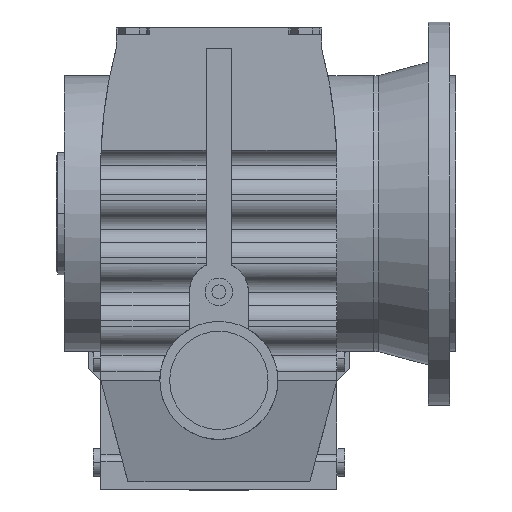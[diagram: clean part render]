
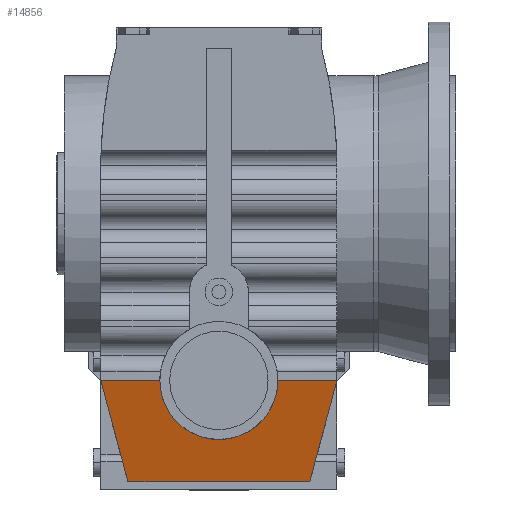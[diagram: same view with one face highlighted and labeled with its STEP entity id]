
A CAD part, top view. The second image highlights one B-rep face of the part: STEP entity #14856.
In plain terms, the highlighted planar face has unit normal (0, -0.277, 0.961).
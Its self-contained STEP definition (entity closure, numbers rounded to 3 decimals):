
#4283 = VERTEX_POINT('',#4284);
#4284 = CARTESIAN_POINT('',(77.,-75.,270.5));
#4298 = PLANE('',#4299);
#4299 = AXIS2_PLACEMENT_3D('',#4300,#4301,#4302);
#4300 = CARTESIAN_POINT('',(77.,155.,270.5));
#4301 = DIRECTION('',(0.,0.,-1.));
#4302 = DIRECTION('',(-1.,0.,0.));
#4326 = PLANE('',#4327);
#4327 = AXIS2_PLACEMENT_3D('',#4328,#4329,#4330);
#4328 = CARTESIAN_POINT('',(77.,-75.,-3.));
#4329 = DIRECTION('',(0.966,-0.259,0.));
#4330 = DIRECTION('',(0.259,0.966,0.));
#8270 = PLANE('',#8271);
#8271 = AXIS2_PLACEMENT_3D('',#8272,#8273,#8274);
#8272 = CARTESIAN_POINT('',(-77.,-75.,-3.));
#8273 = DIRECTION('',(-0.966,-0.259,0.));
#8274 = DIRECTION('',(0.259,-0.966,0.));
#8415 = PLANE('',#8416);
#8416 = AXIS2_PLACEMENT_3D('',#8417,#8418,#8419);
#8417 = CARTESIAN_POINT('',(77.,-141.,45.5));
#8418 = DIRECTION('',(0.,1.,0.));
#8419 = DIRECTION('',(0.,0.,1.));
#8772 = EDGE_CURVE('',#4283,#8773,#8775,.T.);
#8773 = VERTEX_POINT('',#8774);
#8774 = CARTESIAN_POINT('',(59.315,-141.,251.5));
#8775 = SURFACE_CURVE('',#8776,(#8780,#8787),.PCURVE_S1.);
#8776 = LINE('',#8777,#8778);
#8777 = CARTESIAN_POINT('',(60.415,-136.896,
    252.681));
#8778 = VECTOR('',#8779,1.);
#8779 = DIRECTION('',(-0.249,-0.931,-0.268));
#8780 = PCURVE('',#4326,#8781);
#8781 = DEFINITIONAL_REPRESENTATION('',(#8782),#8786);
#8782 = LINE('',#8783,#8784);
#8783 = CARTESIAN_POINT('',(-64.08,255.681));
#8784 = VECTOR('',#8785,1.);
#8785 = DIRECTION('',(-0.963,-0.268));
#8786 = ( GEOMETRIC_REPRESENTATION_CONTEXT(2) 
PARAMETRIC_REPRESENTATION_CONTEXT() REPRESENTATION_CONTEXT('2D SPACE',''
  ) );
#8787 = PCURVE('',#8788,#8793);
#8788 = PLANE('',#8789);
#8789 = AXIS2_PLACEMENT_3D('',#8790,#8791,#8792);
#8790 = CARTESIAN_POINT('',(77.,-141.,251.5));
#8791 = DIRECTION('',(0.,0.277,-0.961));
#8792 = DIRECTION('',(0.,0.961,0.277));
#8793 = DEFINITIONAL_REPRESENTATION('',(#8794),#8798);
#8794 = LINE('',#8795,#8796);
#8795 = CARTESIAN_POINT('',(4.271,-16.585));
#8796 = VECTOR('',#8797,1.);
#8797 = DIRECTION('',(-0.968,-0.249));
#8798 = ( GEOMETRIC_REPRESENTATION_CONTEXT(2) 
PARAMETRIC_REPRESENTATION_CONTEXT() REPRESENTATION_CONTEXT('2D SPACE',''
  ) );
#10208 = VERTEX_POINT('',#10209);
#10209 = CARTESIAN_POINT('',(38.5,-75.,270.5));
#10234 = EDGE_CURVE('',#4283,#10208,#10235,.T.);
#10235 = SURFACE_CURVE('',#10236,(#10240,#10247),.PCURVE_S1.);
#10236 = LINE('',#10237,#10238);
#10237 = CARTESIAN_POINT('',(77.,-75.,270.5));
#10238 = VECTOR('',#10239,1.);
#10239 = DIRECTION('',(-1.,0.,0.));
#10240 = PCURVE('',#4298,#10241);
#10241 = DEFINITIONAL_REPRESENTATION('',(#10242),#10246);
#10242 = LINE('',#10243,#10244);
#10243 = CARTESIAN_POINT('',(0.,-230.));
#10244 = VECTOR('',#10245,1.);
#10245 = DIRECTION('',(1.,0.));
#10246 = ( GEOMETRIC_REPRESENTATION_CONTEXT(2) 
PARAMETRIC_REPRESENTATION_CONTEXT() REPRESENTATION_CONTEXT('2D SPACE',''
  ) );
#10247 = PCURVE('',#8788,#10248);
#10248 = DEFINITIONAL_REPRESENTATION('',(#10249),#10253);
#10249 = LINE('',#10250,#10251);
#10250 = CARTESIAN_POINT('',(68.68,0.));
#10251 = VECTOR('',#10252,1.);
#10252 = DIRECTION('',(0.,-1.));
#10253 = ( GEOMETRIC_REPRESENTATION_CONTEXT(2) 
PARAMETRIC_REPRESENTATION_CONTEXT() REPRESENTATION_CONTEXT('2D SPACE',''
  ) );
#12437 = CYLINDRICAL_SURFACE('',#12438,38.5);
#12438 = AXIS2_PLACEMENT_3D('',#12439,#12440,#12441);
#12439 = CARTESIAN_POINT('',(0.,-75.,274.5));
#12440 = DIRECTION('',(0.,0.,-1.));
#12441 = DIRECTION('',(-1.,0.,0.));
#12927 = VERTEX_POINT('',#12928);
#12928 = CARTESIAN_POINT('',(-38.5,-75.,270.5));
#12942 = PLANE('',#12943);
#12943 = AXIS2_PLACEMENT_3D('',#12944,#12945,#12946);
#12944 = CARTESIAN_POINT('',(77.,155.,270.5));
#12945 = DIRECTION('',(0.,0.,-1.));
#12946 = DIRECTION('',(-1.,0.,0.));
#13425 = VERTEX_POINT('',#13426);
#13426 = CARTESIAN_POINT('',(-77.,-75.,270.5));
#14599 = EDGE_CURVE('',#8773,#14600,#14602,.T.);
#14600 = VERTEX_POINT('',#14601);
#14601 = CARTESIAN_POINT('',(-59.315,-141.,251.5));
#14602 = SURFACE_CURVE('',#14603,(#14607,#14614),.PCURVE_S1.);
#14603 = LINE('',#14604,#14605);
#14604 = CARTESIAN_POINT('',(77.,-141.,251.5));
#14605 = VECTOR('',#14606,1.);
#14606 = DIRECTION('',(-1.,0.,0.));
#14607 = PCURVE('',#8415,#14608);
#14608 = DEFINITIONAL_REPRESENTATION('',(#14609),#14613);
#14609 = LINE('',#14610,#14611);
#14610 = CARTESIAN_POINT('',(206.,0.));
#14611 = VECTOR('',#14612,1.);
#14612 = DIRECTION('',(0.,-1.));
#14613 = ( GEOMETRIC_REPRESENTATION_CONTEXT(2) 
PARAMETRIC_REPRESENTATION_CONTEXT() REPRESENTATION_CONTEXT('2D SPACE',''
  ) );
#14614 = PCURVE('',#8788,#14615);
#14615 = DEFINITIONAL_REPRESENTATION('',(#14616),#14620);
#14616 = LINE('',#14617,#14618);
#14617 = CARTESIAN_POINT('',(0.,0.));
#14618 = VECTOR('',#14619,1.);
#14619 = DIRECTION('',(0.,-1.));
#14620 = ( GEOMETRIC_REPRESENTATION_CONTEXT(2) 
PARAMETRIC_REPRESENTATION_CONTEXT() REPRESENTATION_CONTEXT('2D SPACE',''
  ) );
#14740 = EDGE_CURVE('',#14600,#13425,#14741,.T.);
#14741 = SURFACE_CURVE('',#14742,(#14746,#14753),.PCURVE_S1.);
#14742 = LINE('',#14743,#14744);
#14743 = CARTESIAN_POINT('',(-50.839,-172.633,
    242.394));
#14744 = VECTOR('',#14745,1.);
#14745 = DIRECTION('',(-0.249,0.931,0.268));
#14746 = PCURVE('',#8270,#14747);
#14747 = DEFINITIONAL_REPRESENTATION('',(#14748),#14752);
#14748 = LINE('',#14749,#14750);
#14749 = CARTESIAN_POINT('',(101.077,245.394));
#14750 = VECTOR('',#14751,1.);
#14751 = DIRECTION('',(-0.963,0.268));
#14752 = ( GEOMETRIC_REPRESENTATION_CONTEXT(2) 
PARAMETRIC_REPRESENTATION_CONTEXT() REPRESENTATION_CONTEXT('2D SPACE',''
  ) );
#14753 = PCURVE('',#8788,#14754);
#14754 = DEFINITIONAL_REPRESENTATION('',(#14755),#14759);
#14755 = LINE('',#14756,#14757);
#14756 = CARTESIAN_POINT('',(-32.918,-127.839));
#14757 = VECTOR('',#14758,1.);
#14758 = DIRECTION('',(0.968,-0.249));
#14759 = ( GEOMETRIC_REPRESENTATION_CONTEXT(2) 
PARAMETRIC_REPRESENTATION_CONTEXT() REPRESENTATION_CONTEXT('2D SPACE',''
  ) );
#14856 = ADVANCED_FACE('',(#14857),#8788,.F.);
#14857 = FACE_BOUND('',#14858,.T.);
#14858 = EDGE_LOOP('',(#14859,#14904,#14925,#14926,#14927,#14928));
#14859 = ORIENTED_EDGE('',*,*,#14860,.F.);
#14860 = EDGE_CURVE('',#12927,#10208,#14861,.T.);
#14861 = SURFACE_CURVE('',#14862,(#14867,#14875),.PCURVE_S1.);
#14862 = ( BOUNDED_CURVE() B_SPLINE_CURVE(3,(#14863,#14864,#14865,#14866
),.UNSPECIFIED.,.F.,.F.) B_SPLINE_CURVE_WITH_KNOTS((4,4),(4.712
,7.854),.PIECEWISE_BEZIER_KNOTS.) CURVE() 
GEOMETRIC_REPRESENTATION_ITEM() RATIONAL_B_SPLINE_CURVE((1.,
0.333,0.333,1.)) REPRESENTATION_ITEM('') );
#14863 = CARTESIAN_POINT('',(-38.5,-75.,270.5));
#14864 = CARTESIAN_POINT('',(-38.5,-152.,248.333));
#14865 = CARTESIAN_POINT('',(38.5,-152.,248.333));
#14866 = CARTESIAN_POINT('',(38.5,-75.,270.5));
#14867 = PCURVE('',#8788,#14868);
#14868 = DEFINITIONAL_REPRESENTATION('',(#14869),#14874);
#14869 = ( BOUNDED_CURVE() B_SPLINE_CURVE(3,(#14870,#14871,#14872,#14873
),.UNSPECIFIED.,.F.,.F.) B_SPLINE_CURVE_WITH_KNOTS((4,4),(4.712
,7.854),.PIECEWISE_BEZIER_KNOTS.) CURVE() 
GEOMETRIC_REPRESENTATION_ITEM() RATIONAL_B_SPLINE_CURVE((1.,
0.333,0.333,1.)) REPRESENTATION_ITEM('') );
#14870 = CARTESIAN_POINT('',(68.68,-115.5));
#14871 = CARTESIAN_POINT('',(-11.447,-115.5));
#14872 = CARTESIAN_POINT('',(-11.447,-38.5));
#14873 = CARTESIAN_POINT('',(68.68,-38.5));
#14874 = ( GEOMETRIC_REPRESENTATION_CONTEXT(2) 
PARAMETRIC_REPRESENTATION_CONTEXT() REPRESENTATION_CONTEXT('2D SPACE',''
  ) );
#14875 = PCURVE('',#12437,#14876);
#14876 = DEFINITIONAL_REPRESENTATION('',(#14877),#14903);
#14877 = B_SPLINE_CURVE_WITH_KNOTS('',3,(#14878,#14879,#14880,#14881,
    #14882,#14883,#14884,#14885,#14886,#14887,#14888,#14889,#14890,
    #14891,#14892,#14893,#14894,#14895,#14896,#14897,#14898,#14899,
    #14900,#14901,#14902),.UNSPECIFIED.,.F.,.F.,(4,1,1,1,1,1,1,1,1,1,1,1
    ,1,1,1,1,1,1,1,1,1,1,4),(4.712,4.855,
    4.998,5.141,5.284,5.426,
    5.569,5.712,5.855,5.998,
    6.14,6.283,6.426,6.569,
    6.712,6.854,6.997,7.14,
    7.283,7.426,7.568,7.711,
    7.854),.QUASI_UNIFORM_KNOTS.);
#14878 = CARTESIAN_POINT('',(6.283,4.));
#14879 = CARTESIAN_POINT('',(6.253,4.335));
#14880 = CARTESIAN_POINT('',(6.19,5.039));
#14881 = CARTESIAN_POINT('',(6.085,6.181));
#14882 = CARTESIAN_POINT('',(5.972,7.405));
#14883 = CARTESIAN_POINT('',(5.848,8.689));
#14884 = CARTESIAN_POINT('',(5.713,10.003));
#14885 = CARTESIAN_POINT('',(5.567,11.301));
#14886 = CARTESIAN_POINT('',(5.412,12.52));
#14887 = CARTESIAN_POINT('',(5.246,13.587));
#14888 = CARTESIAN_POINT('',(5.073,14.424));
#14889 = CARTESIAN_POINT('',(4.894,14.96));
#14890 = CARTESIAN_POINT('',(4.712,15.145));
#14891 = CARTESIAN_POINT('',(4.531,14.96));
#14892 = CARTESIAN_POINT('',(4.352,14.424));
#14893 = CARTESIAN_POINT('',(4.179,13.587));
#14894 = CARTESIAN_POINT('',(4.013,12.52));
#14895 = CARTESIAN_POINT('',(3.857,11.301));
#14896 = CARTESIAN_POINT('',(3.712,10.003));
#14897 = CARTESIAN_POINT('',(3.577,8.689));
#14898 = CARTESIAN_POINT('',(3.453,7.405));
#14899 = CARTESIAN_POINT('',(3.339,6.181));
#14900 = CARTESIAN_POINT('',(3.235,5.039));
#14901 = CARTESIAN_POINT('',(3.172,4.335));
#14902 = CARTESIAN_POINT('',(3.142,4.));
#14903 = ( GEOMETRIC_REPRESENTATION_CONTEXT(2) 
PARAMETRIC_REPRESENTATION_CONTEXT() REPRESENTATION_CONTEXT('2D SPACE',''
  ) );
#14904 = ORIENTED_EDGE('',*,*,#14905,.T.);
#14905 = EDGE_CURVE('',#12927,#13425,#14906,.T.);
#14906 = SURFACE_CURVE('',#14907,(#14911,#14918),.PCURVE_S1.);
#14907 = LINE('',#14908,#14909);
#14908 = CARTESIAN_POINT('',(77.,-75.,270.5));
#14909 = VECTOR('',#14910,1.);
#14910 = DIRECTION('',(-1.,0.,0.));
#14911 = PCURVE('',#8788,#14912);
#14912 = DEFINITIONAL_REPRESENTATION('',(#14913),#14917);
#14913 = LINE('',#14914,#14915);
#14914 = CARTESIAN_POINT('',(68.68,0.));
#14915 = VECTOR('',#14916,1.);
#14916 = DIRECTION('',(0.,-1.));
#14917 = ( GEOMETRIC_REPRESENTATION_CONTEXT(2) 
PARAMETRIC_REPRESENTATION_CONTEXT() REPRESENTATION_CONTEXT('2D SPACE',''
  ) );
#14918 = PCURVE('',#12942,#14919);
#14919 = DEFINITIONAL_REPRESENTATION('',(#14920),#14924);
#14920 = LINE('',#14921,#14922);
#14921 = CARTESIAN_POINT('',(0.,-230.));
#14922 = VECTOR('',#14923,1.);
#14923 = DIRECTION('',(1.,0.));
#14924 = ( GEOMETRIC_REPRESENTATION_CONTEXT(2) 
PARAMETRIC_REPRESENTATION_CONTEXT() REPRESENTATION_CONTEXT('2D SPACE',''
  ) );
#14925 = ORIENTED_EDGE('',*,*,#14740,.F.);
#14926 = ORIENTED_EDGE('',*,*,#14599,.F.);
#14927 = ORIENTED_EDGE('',*,*,#8772,.F.);
#14928 = ORIENTED_EDGE('',*,*,#10234,.T.);
